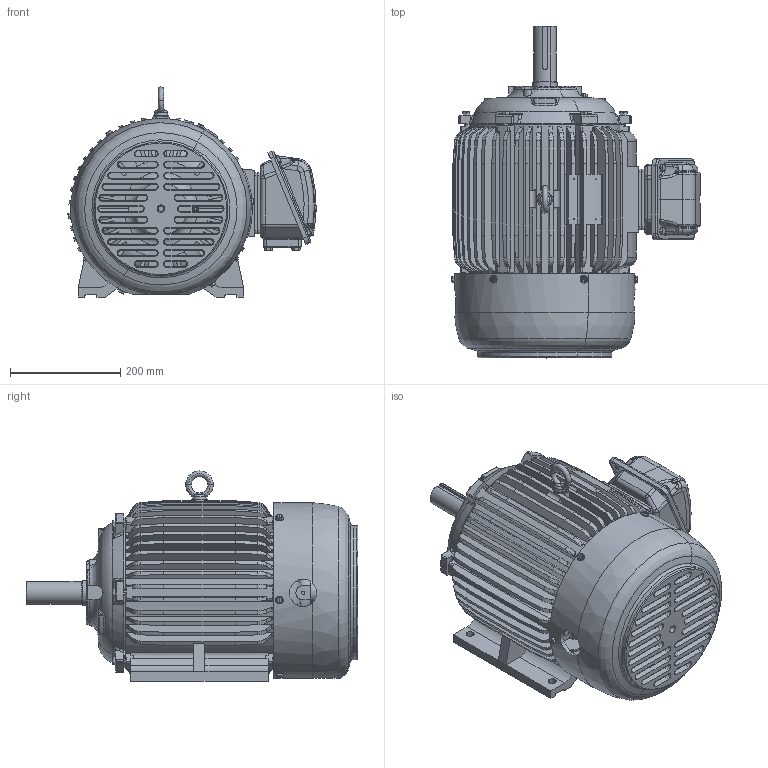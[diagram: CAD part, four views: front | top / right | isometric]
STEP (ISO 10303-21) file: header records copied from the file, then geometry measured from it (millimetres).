
FILE_DESCRIPTION(('CATIA V5 STEP Exchange'),'2;1');
FILE_NAME('254T-H_AllCATPart.stp','2012-08-29T10:03:42+00:00',('none'),('none'),'CATIA Version 5 Release 19 SP 9 (IN-10)','CATIA V5 STEP AP203','none');
FILE_SCHEMA(('CONFIG_CONTROL_DESIGN'));
Length unit declared in the file: millimetre
Products named in the file (1): 254T-H_AllCATPart
Bounding box: 450.39 x 602.1 x 381 mm (x, y, z)
Volume: 9227825.3 mm3; surface area: 2319188.7 mm2
Topology: 42 solids, 42 shells, 3247 faces, 8754 edges, 5636 vertices
Faces by surface type: plane 1026, cylinder 896, torus 519, cone 474, bspline 298, sphere 30, extrusion 4
Entity records: 121602 total; most frequent: CARTESIAN_POINT 51744, ORIENTED_EDGE 17424, DIRECTION 9319, EDGE_CURVE 8712, VERTEX_POINT 5636, AXIS2_PLACEMENT_3D 4753, EDGE_LOOP 3526, ADVANCED_FACE 3247
